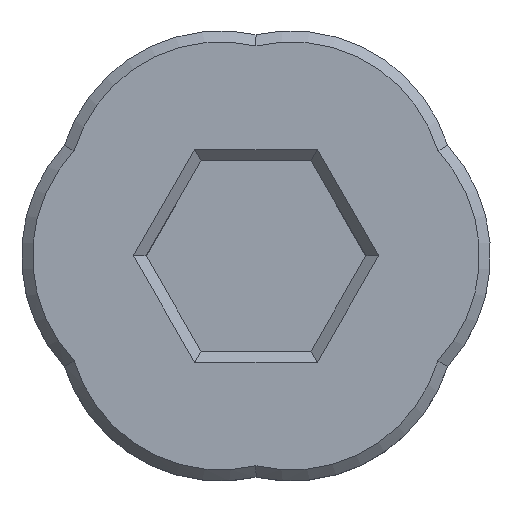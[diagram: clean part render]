
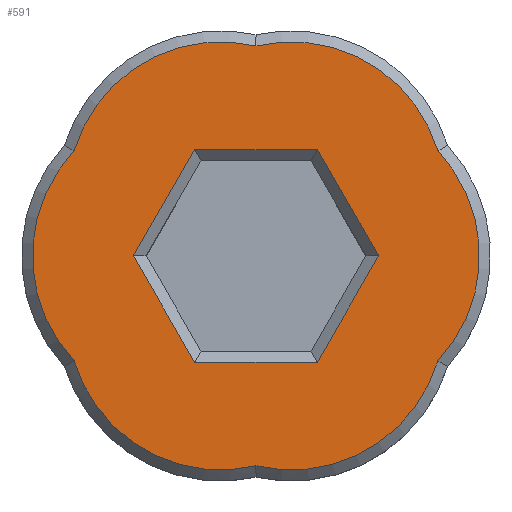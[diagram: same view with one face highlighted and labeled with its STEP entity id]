
A CAD part, top view. The second image highlights one B-rep face of the part: STEP entity #591.
In plain terms, the highlighted planar face has unit normal (0, 0, 1).
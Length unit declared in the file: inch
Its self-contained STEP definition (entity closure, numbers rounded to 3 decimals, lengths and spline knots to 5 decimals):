
#37=FACE_BOUND('',#122,.T.);
#40=PLANE('',#676);
#79=FACE_OUTER_BOUND('',#121,.T.);
#121=EDGE_LOOP('',(#481,#482,#483,#484,#485,#486));
#122=EDGE_LOOP('',(#487,#488,#489,#490,#491,#492));
#149=LINE('',#1026,#190);
#150=LINE('',#1028,#191);
#151=LINE('',#1030,#192);
#152=LINE('',#1032,#193);
#153=LINE('',#1034,#194);
#154=LINE('',#1035,#195);
#190=VECTOR('',#817,0.3937);
#191=VECTOR('',#818,0.3937);
#192=VECTOR('',#819,0.3937);
#193=VECTOR('',#820,0.3937);
#194=VECTOR('',#821,0.3937);
#195=VECTOR('',#822,0.3937);
#242=CIRCLE('',#660,0.34584);
#244=CIRCLE('',#663,0.34584);
#246=CIRCLE('',#666,0.34584);
#247=CIRCLE('',#668,0.34584);
#248=CIRCLE('',#670,0.34584);
#250=CIRCLE('',#673,0.34584);
#274=VERTEX_POINT('',#973);
#275=VERTEX_POINT('',#974);
#278=VERTEX_POINT('',#988);
#279=VERTEX_POINT('',#996);
#280=VERTEX_POINT('',#1003);
#281=VERTEX_POINT('',#1010);
#282=VERTEX_POINT('',#1024);
#283=VERTEX_POINT('',#1025);
#284=VERTEX_POINT('',#1027);
#285=VERTEX_POINT('',#1029);
#286=VERTEX_POINT('',#1031);
#287=VERTEX_POINT('',#1033);
#337=EDGE_CURVE('',#274,#275,#242,.T.);
#341=EDGE_CURVE('',#275,#278,#244,.T.);
#344=EDGE_CURVE('',#278,#279,#246,.T.);
#346=EDGE_CURVE('',#279,#280,#247,.T.);
#348=EDGE_CURVE('',#280,#281,#248,.T.);
#351=EDGE_CURVE('',#281,#274,#250,.T.);
#354=EDGE_CURVE('',#282,#283,#149,.T.);
#355=EDGE_CURVE('',#284,#282,#150,.T.);
#356=EDGE_CURVE('',#285,#284,#151,.T.);
#357=EDGE_CURVE('',#286,#285,#152,.T.);
#358=EDGE_CURVE('',#287,#286,#153,.T.);
#359=EDGE_CURVE('',#283,#287,#154,.T.);
#481=ORIENTED_EDGE('',*,*,#337,.F.);
#482=ORIENTED_EDGE('',*,*,#351,.F.);
#483=ORIENTED_EDGE('',*,*,#348,.F.);
#484=ORIENTED_EDGE('',*,*,#346,.F.);
#485=ORIENTED_EDGE('',*,*,#344,.F.);
#486=ORIENTED_EDGE('',*,*,#341,.F.);
#487=ORIENTED_EDGE('',*,*,#354,.F.);
#488=ORIENTED_EDGE('',*,*,#355,.F.);
#489=ORIENTED_EDGE('',*,*,#356,.F.);
#490=ORIENTED_EDGE('',*,*,#357,.F.);
#491=ORIENTED_EDGE('',*,*,#358,.F.);
#492=ORIENTED_EDGE('',*,*,#359,.F.);
#591=ADVANCED_FACE('',(#79,#37),#40,.T.);
#660=AXIS2_PLACEMENT_3D('',#975,#781,#782);
#663=AXIS2_PLACEMENT_3D('',#989,#787,#788);
#666=AXIS2_PLACEMENT_3D('',#997,#793,#794);
#668=AXIS2_PLACEMENT_3D('',#1004,#797,#798);
#670=AXIS2_PLACEMENT_3D('',#1011,#801,#802);
#673=AXIS2_PLACEMENT_3D('',#1018,#807,#808);
#676=AXIS2_PLACEMENT_3D('',#1023,#815,#816);
#781=DIRECTION('center_axis',(0.,0.,-1.));
#782=DIRECTION('ref_axis',(0.739,-0.674,0.));
#787=DIRECTION('center_axis',(0.,0.,-1.));
#788=DIRECTION('ref_axis',(-0.215,-0.977,0.));
#793=DIRECTION('center_axis',(0.,0.,-1.));
#794=DIRECTION('ref_axis',(-0.953,-0.303,0.));
#797=DIRECTION('center_axis',(0.,0.,-1.));
#798=DIRECTION('ref_axis',(-0.739,0.674,0.));
#801=DIRECTION('center_axis',(0.,0.,-1.));
#802=DIRECTION('ref_axis',(0.215,0.977,0.));
#807=DIRECTION('center_axis',(0.,0.,-1.));
#808=DIRECTION('ref_axis',(0.953,0.303,0.));
#815=DIRECTION('center_axis',(0.,0.,1.));
#816=DIRECTION('ref_axis',(1.,0.,0.));
#817=DIRECTION('',(1.,0.,0.));
#818=DIRECTION('',(0.5,-0.866,0.));
#819=DIRECTION('',(-0.5,-0.866,0.));
#820=DIRECTION('',(-1.,0.,0.));
#821=DIRECTION('',(-0.5,0.866,0.));
#822=DIRECTION('',(0.5,0.866,0.));
#973=CARTESIAN_POINT('',(0.41081,0.23718,0.2815));
#974=CARTESIAN_POINT('',(0.41081,-0.23718,0.2815));
#975=CARTESIAN_POINT('Origin',(0.15911,0.,0.2815));
#988=CARTESIAN_POINT('',(0.,-0.47436,0.2815));
#989=CARTESIAN_POINT('Origin',(0.07956,-0.1378,0.2815));
#996=CARTESIAN_POINT('',(-0.41081,-0.23718,0.2815));
#997=CARTESIAN_POINT('Origin',(-0.07956,-0.1378,0.2815));
#1003=CARTESIAN_POINT('',(-0.41081,0.23718,0.2815));
#1004=CARTESIAN_POINT('Origin',(-0.15911,0.,
0.2815));
#1010=CARTESIAN_POINT('',(0.,0.47436,0.2815));
#1011=CARTESIAN_POINT('Origin',(-0.07956,0.1378,0.2815));
#1018=CARTESIAN_POINT('Origin',(0.07956,0.1378,0.2815));
#1023=CARTESIAN_POINT('Origin',(0.,0.,
0.2815));
#1024=CARTESIAN_POINT('',(-0.13856,-0.24,0.2815));
#1025=CARTESIAN_POINT('',(0.13856,-0.24,0.2815));
#1026=CARTESIAN_POINT('',(0.06207,-0.24,0.2815));
#1027=CARTESIAN_POINT('',(-0.27713,0.,0.2815));
#1028=CARTESIAN_POINT('',(-0.17681,-0.17375,0.2815));
#1029=CARTESIAN_POINT('',(-0.13856,0.24,0.2815));
#1030=CARTESIAN_POINT('',(-0.23888,0.06625,0.2815));
#1031=CARTESIAN_POINT('',(0.13856,0.24,0.2815));
#1032=CARTESIAN_POINT('',(-0.06207,0.24,0.2815));
#1033=CARTESIAN_POINT('',(0.27713,0.,0.2815));
#1034=CARTESIAN_POINT('',(0.17681,0.17375,0.2815));
#1035=CARTESIAN_POINT('',(0.23888,-0.06625,0.2815));
